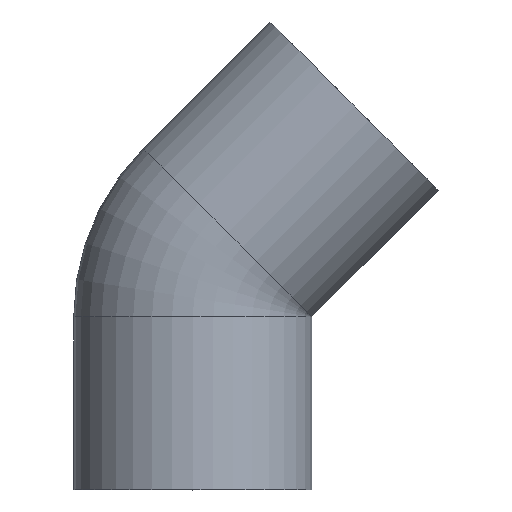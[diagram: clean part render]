
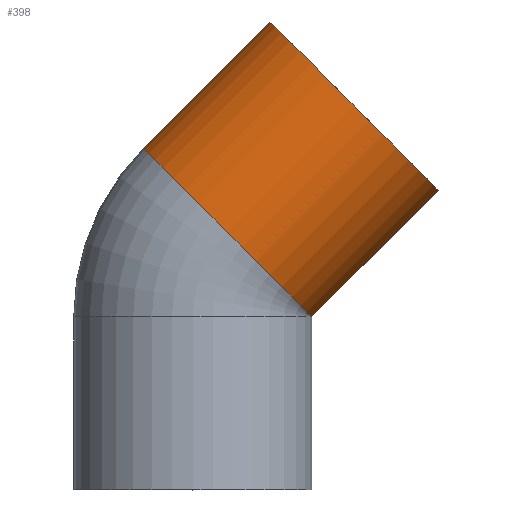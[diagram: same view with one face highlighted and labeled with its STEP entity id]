
A CAD part, top view. The second image highlights one B-rep face of the part: STEP entity #398.
In plain terms, the highlighted cylindrical face has radius 90 mm (diameter 180 mm), a partial arc.
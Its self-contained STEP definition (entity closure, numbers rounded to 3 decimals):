
#1 = AXIS2_PLACEMENT_3D ( 'NONE', #244, #360, #46 ) ;
#5 = CARTESIAN_POINT ( 'NONE',  ( 185.64, 226.36, 0. ) ) ;
#37 = EDGE_LOOP ( 'NONE', ( #64, #65, #68, #71 ) ) ;
#46 = DIRECTION ( 'NONE',  ( -0.707, 0.707, 0. ) ) ;
#64 = ORIENTED_EDGE ( 'NONE', *, *, #224, .T. ) ;
#65 = ORIENTED_EDGE ( 'NONE', *, *, #354, .T. ) ;
#66 = EDGE_CURVE ( 'NONE', #351, #121, #318, .T. ) ;
#68 = ORIENTED_EDGE ( 'NONE', *, *, #66, .F. ) ;
#71 = ORIENTED_EDGE ( 'NONE', *, *, #72, .F. ) ;
#72 = EDGE_CURVE ( 'NONE', #238, #351, #128, .T. ) ;
#86 = CYLINDRICAL_SURFACE ( 'NONE', #1, 90. ) ;
#96 = DIRECTION ( 'NONE',  ( 0.707, 0.707, 0. ) ) ;
#115 = VECTOR ( 'NONE', #403, 1000. ) ;
#121 = VERTEX_POINT ( 'NONE', #5 ) ;
#128 = LINE ( 'NONE', #272, #312 ) ;
#170 = CARTESIAN_POINT ( 'NONE',  ( 122., 290., 0. ) ) ;
#171 = LINE ( 'NONE', #299, #115 ) ;
#224 = EDGE_CURVE ( 'NONE', #238, #268, #237, .T. ) ;
#231 = AXIS2_PLACEMENT_3D ( 'NONE', #386, #96, #251 ) ;
#237 = CIRCLE ( 'NONE', #231, 90. ) ;
#238 = VERTEX_POINT ( 'NONE', #308 ) ;
#244 = CARTESIAN_POINT ( 'NONE',  ( 26.36, 194.36, 0. ) ) ;
#251 = DIRECTION ( 'NONE',  ( 0., 0., 1. ) ) ;
#268 = VERTEX_POINT ( 'NONE', #414 ) ;
#272 = CARTESIAN_POINT ( 'NONE',  ( -37.279, 258., 0. ) ) ;
#298 = DIRECTION ( 'NONE',  ( 0.707, 0.707, 0. ) ) ;
#299 = CARTESIAN_POINT ( 'NONE',  ( 90., 130.721, 0. ) ) ;
#308 = CARTESIAN_POINT ( 'NONE',  ( -37.279, 258., 0. ) ) ;
#312 = VECTOR ( 'NONE', #379, 1000. ) ;
#313 = AXIS2_PLACEMENT_3D ( 'NONE', #170, #298, #402 ) ;
#318 = CIRCLE ( 'NONE', #313, 90. ) ;
#351 = VERTEX_POINT ( 'NONE', #427 ) ;
#354 = EDGE_CURVE ( 'NONE', #268, #121, #171, .T. ) ;
#360 = DIRECTION ( 'NONE',  ( 0.707, 0.707, 0. ) ) ;
#379 = DIRECTION ( 'NONE',  ( 0.707, 0.707, 0. ) ) ;
#382 = FACE_OUTER_BOUND ( 'NONE', #37, .T. ) ;
#386 = CARTESIAN_POINT ( 'NONE',  ( 26.36, 194.36, 0. ) ) ;
#398 = ADVANCED_FACE ( 'NONE', ( #382 ), #86, .T. ) ;
#402 = DIRECTION ( 'NONE',  ( 0., 0., 1. ) ) ;
#403 = DIRECTION ( 'NONE',  ( 0.707, 0.707, 0. ) ) ;
#414 = CARTESIAN_POINT ( 'NONE',  ( 90., 130.721, 0. ) ) ;
#427 = CARTESIAN_POINT ( 'NONE',  ( 58.36, 353.64, 0. ) ) ;
